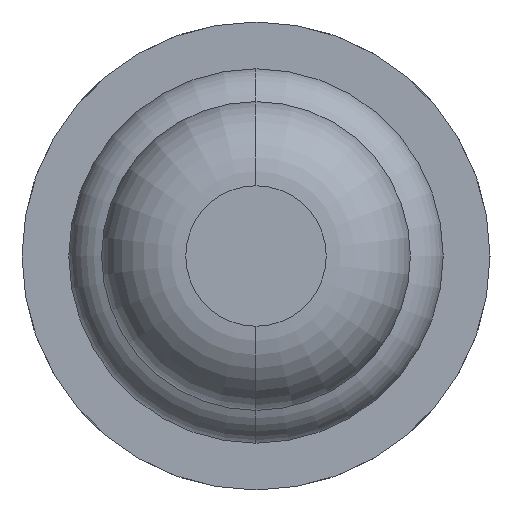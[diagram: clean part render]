
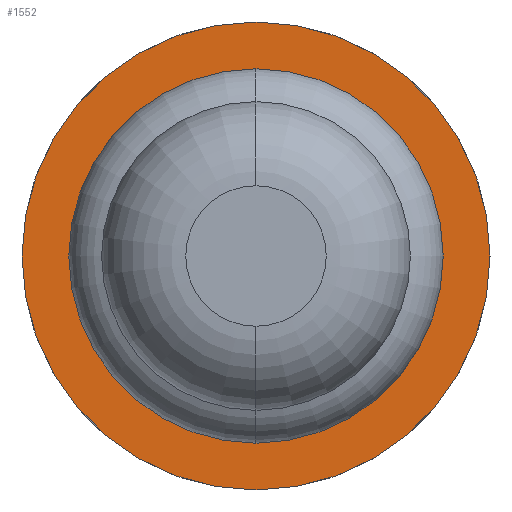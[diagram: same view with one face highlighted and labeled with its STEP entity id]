
A CAD part, front view. The second image highlights one B-rep face of the part: STEP entity #1552.
In plain terms, the highlighted planar face has unit normal (0, -1, 0).
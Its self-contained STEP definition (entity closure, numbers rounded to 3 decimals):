
#116 = CIRCLE ( 'NONE', #1555, 0.5 ) ;
#194 = CARTESIAN_POINT ( 'NONE',  ( 0., 5.3, 0. ) ) ;
#252 = ORIENTED_EDGE ( 'NONE', *, *, #5028, .F. ) ;
#319 = CARTESIAN_POINT ( 'NONE',  ( 0., 5.3, 0. ) ) ;
#608 = DIRECTION ( 'NONE',  ( 0., -1., 0. ) ) ;
#870 = CARTESIAN_POINT ( 'NONE',  ( 0., 5.3, 0. ) ) ;
#905 = AXIS2_PLACEMENT_3D ( 'NONE', #3879, #4691, #2258 ) ;
#977 = CIRCLE ( 'NONE', #3934, 1.25 ) ;
#1209 = FACE_BOUND ( 'NONE', #3150, .T. ) ;
#1308 = ORIENTED_EDGE ( 'NONE', *, *, #3789, .F. ) ;
#1363 = DIRECTION ( 'NONE',  ( 0., 0., -1. ) ) ;
#1552 = ADVANCED_FACE ( 'Defeature ausgef�hrt4_16', ( #4063, #1209 ), #1947, .T. ) ;
#1555 = AXIS2_PLACEMENT_3D ( 'NONE', #319, #3972, #3132 ) ;
#1649 = CARTESIAN_POINT ( 'NONE',  ( 0., 5.3, -0.5 ) ) ;
#1850 = EDGE_CURVE ( 'Defeature ausgef�hrt4_16+Defeature ausgef�hrt4_15+Defeature ausgef�hrt4_15+Defeature ausgef�hrt4_15', #3579, #2982, #3304, .T. ) ;
#1947 = PLANE ( 'NONE',  #4165 ) ;
#2251 = CIRCLE ( 'NONE', #3067, 0.5 ) ;
#2258 = DIRECTION ( 'NONE',  ( 0., 0., -1. ) ) ;
#2312 = ORIENTED_EDGE ( 'NONE', *, *, #1850, .T. ) ;
#2982 = VERTEX_POINT ( 'NONE', #3839 ) ;
#3067 = AXIS2_PLACEMENT_3D ( 'NONE', #870, #4481, #3720 ) ;
#3132 = DIRECTION ( 'NONE',  ( 0., 0., -1. ) ) ;
#3150 = EDGE_LOOP ( 'NONE', ( #1308, #252 ) ) ;
#3304 = CIRCLE ( 'NONE', #905, 1.25 ) ;
#3537 = EDGE_LOOP ( 'NONE', ( #4730, #2312 ) ) ;
#3579 = VERTEX_POINT ( 'NONE', #4960 ) ;
#3621 = DIRECTION ( 'NONE',  ( 0., -1., 0. ) ) ;
#3720 = DIRECTION ( 'NONE',  ( 0., 0., -1. ) ) ;
#3789 = EDGE_CURVE ( 'Defeature ausgef�hrt4_0+Defeature ausgef�hrt4_16+Defeature ausgef�hrt4_16+Defeature ausgef�hrt4_16', #3947, #4108, #116, .T. ) ;
#3839 = CARTESIAN_POINT ( 'NONE',  ( 0., 5.3, -1.25 ) ) ;
#3879 = CARTESIAN_POINT ( 'NONE',  ( 0., 5.3, 0. ) ) ;
#3929 = CARTESIAN_POINT ( 'NONE',  ( 0., 5.3, 0.5 ) ) ;
#3934 = AXIS2_PLACEMENT_3D ( 'NONE', #194, #608, #1363 ) ;
#3947 = VERTEX_POINT ( 'NONE', #1649 ) ;
#3972 = DIRECTION ( 'NONE',  ( 0., -1., 0. ) ) ;
#4041 = CARTESIAN_POINT ( 'NONE',  ( 0.5, 5.3, 0. ) ) ;
#4063 = FACE_OUTER_BOUND ( 'NONE', #3537, .T. ) ;
#4108 = VERTEX_POINT ( 'NONE', #3929 ) ;
#4165 = AXIS2_PLACEMENT_3D ( 'NONE', #4041, #3621, #4422 ) ;
#4422 = DIRECTION ( 'NONE',  ( 0., 0., -1. ) ) ;
#4475 = EDGE_CURVE ( 'Defeature ausgef�hrt4_16+Defeature ausgef�hrt4_15+Defeature ausgef�hrt4_15+Defeature ausgef�hrt4_15', #2982, #3579, #977, .T. ) ;
#4481 = DIRECTION ( 'NONE',  ( 0., -1., 0. ) ) ;
#4691 = DIRECTION ( 'NONE',  ( 0., -1., 0. ) ) ;
#4730 = ORIENTED_EDGE ( 'NONE', *, *, #4475, .T. ) ;
#4960 = CARTESIAN_POINT ( 'NONE',  ( 0., 5.3, 1.25 ) ) ;
#5028 = EDGE_CURVE ( 'Defeature ausgef�hrt4_0+Defeature ausgef�hrt4_16+Defeature ausgef�hrt4_16+Defeature ausgef�hrt4_16', #4108, #3947, #2251, .T. ) ;
